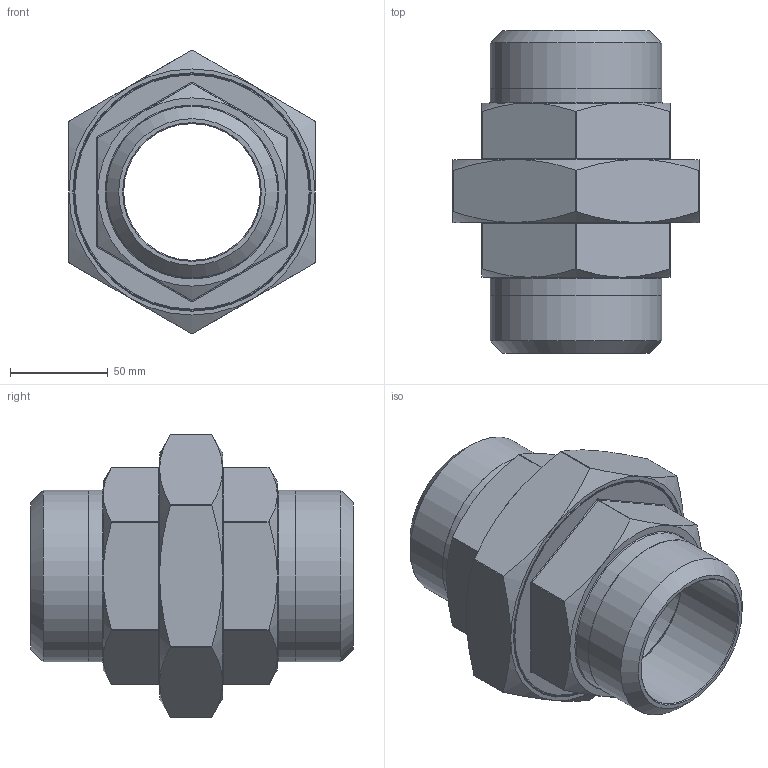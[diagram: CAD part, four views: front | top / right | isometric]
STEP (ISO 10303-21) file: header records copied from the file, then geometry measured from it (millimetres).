
FILE_DESCRIPTION(/* description */ (''),/* implementation_level */ '2;1');
FILE_NAME(/* name */ 'KI-312AGA-080.stp',/* time_stamp */ '2018-02-01T10:58:44+01:00',/* author */ ('hochmair'),/* organization */ ('DACAPO Stainless'),/* preprocessor_version */ 'ST-DEVELOPER v16.13',/* originating_system */ 'Autodesk Inventor 2018',/* authorisation */ '');
FILE_SCHEMA (('AUTOMOTIVE_DESIGN { 1 0 10303 214 3 1 1 }'));
Length unit declared in the file: millimetre
Products named in the file (1): TB28385940
Bounding box: 126 x 165.4 x 145.4 mm (x, y, z)
Volume: 673404.7 mm3; surface area: 107685.3 mm2
Topology: 1 solids, 1 shells, 117 faces, 273 edges, 156 vertices
Faces by surface type: cylinder 40, cone 32, plane 30, bspline 12, torus 3
Full cylindrical faces by diameter (mm): 70 x2, 74 x1, 87.884 x2, 88.084 x2, 120 x1, 121.4 x1, 122 x1
Entity records: 3317 total; most frequent: CARTESIAN_POINT 886, DIRECTION 524, ORIENTED_EDGE 468, EDGE_CURVE 234, AXIS2_PLACEMENT_3D 232, EDGE_LOOP 150, VERTEX_POINT 150, FACE_OUTER_BOUND 117
